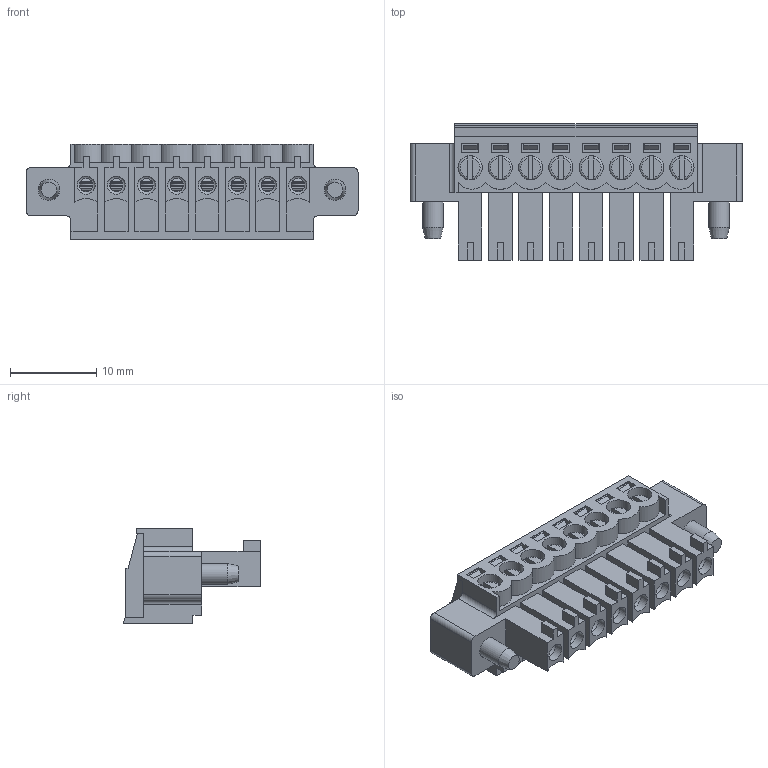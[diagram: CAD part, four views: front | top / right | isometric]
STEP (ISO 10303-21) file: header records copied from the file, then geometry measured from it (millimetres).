
FILE_DESCRIPTION( ( 'Unknown' ), '1' );
FILE_NAME( '691364100008.stp', 'Unknown', ( 'Unknown' ), ( 'Unknown' ), 'PSStep 15.0.49', 'Unknown', ' ' );
FILE_SCHEMA( ( 'AUTOMOTIVE_DESIGN { 1 0 10303 214 1 1 1 1 }' ) );
Length unit declared in the file: millimetre
Products named in the file (7): Assem1; 691364100008_M; 6913641000xx_CAGE; 6913641000xx_PIN; 6913641000xx_VIS; 6913641000xx_VIS Flange; 691364100008
Assembly tree (28 placements, depth 2):
  Assem1
    691364100008_M
    6913641000xx_CAGE  x8
    6913641000xx_PIN  x8
    6913641000xx_VIS  x8
    6913641000xx_VIS Flange  x2
    691364100008
Bounding box: 38.4 x 15.8 x 11.1 mm (x, y, z)
Volume: 2386.5 mm3; surface area: 7510 mm2
Topology: 28 solids, 28 shells, 1252 faces, 3365 edges, 2211 vertices
Faces by surface type: plane 972, cylinder 232, torus 38, cone 10
Full cylindrical faces by diameter (mm): 1.5 x8, 1.9 x24, 2.1 x8, 2.4 x2, 2.5 x2, 2.8 x16, 3.75 x2, 4 x2
Entity records: 27266 total; most frequent: CARTESIAN_POINT 3817, ORIENTED_EDGE 3642, DIRECTION 3450, EDGE_CURVE 1821, LINE 1630, VECTOR 1630, VERTEX_POINT 1229, AXIS2_PLACEMENT_3D 910
